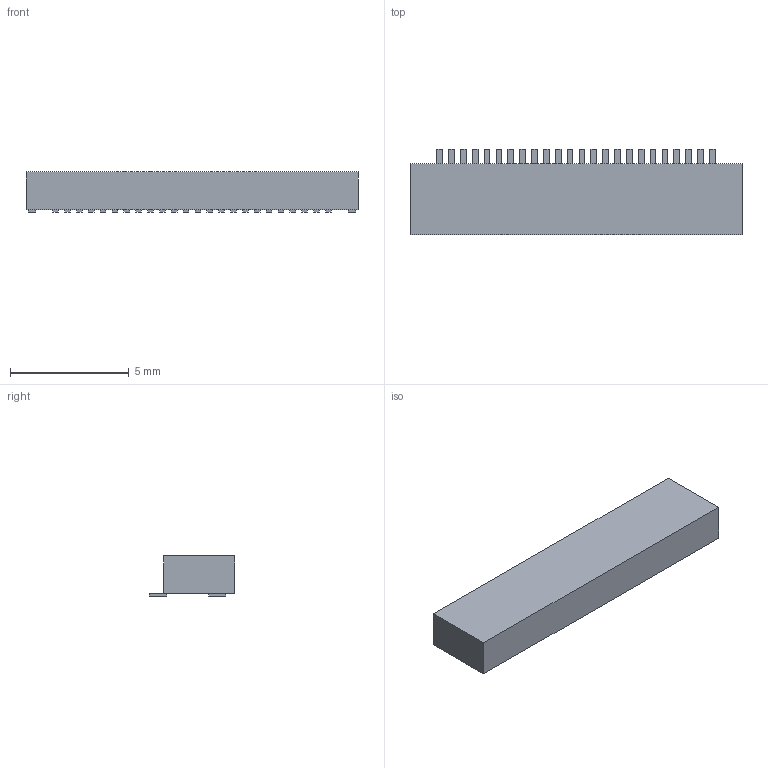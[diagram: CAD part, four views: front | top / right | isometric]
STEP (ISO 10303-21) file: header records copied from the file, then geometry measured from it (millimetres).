
FILE_DESCRIPTION(('FreeCAD Model'),'2;1');
FILE_NAME('3889763.1.3.stp','2020-12-14T21:17:13',( 'Author'),(''),'Open CASCADE STEP processor 6.9','FreeCAD','Unknown' );
FILE_SCHEMA(('AUTOMOTIVE_DESIGN { 1 0 10303 214 1 1 1 1 }'));
Length unit declared in the file: millimetre
Products named in the file (3): ASSEMBLY; Body; Pins
Assembly tree (2 placements, depth 2):
  ASSEMBLY
    Body
    Pins
Bounding box: 14 x 3.62 x 1.7 mm (x, y, z)
Volume: 67.7 mm3; surface area: 153 mm2
Topology: 27 solids, 27 shells, 162 faces, 324 edges, 216 vertices
Faces by surface type: plane 162
Entity records: 8561 total; most frequent: CARTESIAN_POINT 1353, DIRECTION 1302, LINE 972, VECTOR 972, ORIENTED_EDGE 648, PCURVE 648, DEFINITIONAL_REPRESENTATION 648, EDGE_CURVE 324
